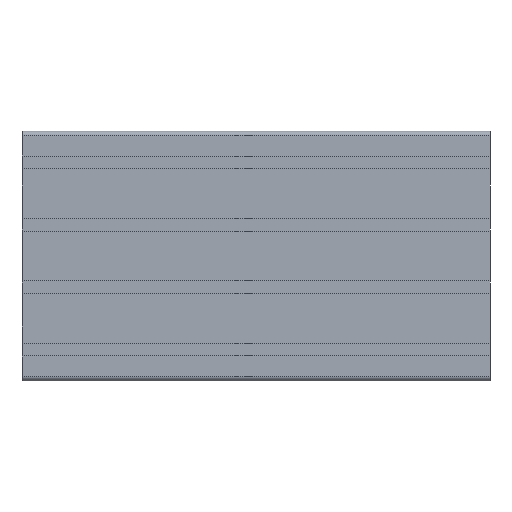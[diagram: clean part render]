
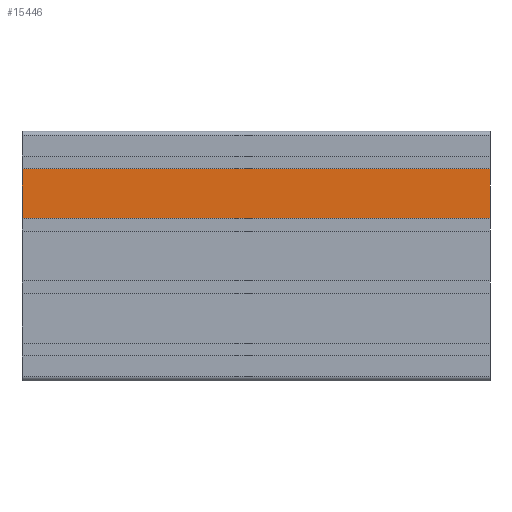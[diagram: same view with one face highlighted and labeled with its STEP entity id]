
A CAD part, left-side view. The second image highlights one B-rep face of the part: STEP entity #15446.
In plain terms, the highlighted face is planar.
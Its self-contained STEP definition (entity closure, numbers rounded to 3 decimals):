
#326 = AXIS2_PLACEMENT_3D ( 'NONE', #9637, #9638, #9613 ) ;
#921 = VECTOR ( 'NONE', #7856, 1000. ) ;
#958 = VECTOR ( 'NONE', #5285, 1000. ) ;
#964 = VECTOR ( 'NONE', #5266, 1000. ) ;
#1006 = VECTOR ( 'NONE', #4909, 1000. ) ;
#4532 = VERTEX_POINT ( 'NONE', #16133 ) ;
#4540 = VERTEX_POINT ( 'NONE', #16162 ) ;
#4545 = VERTEX_POINT ( 'NONE', #16147 ) ;
#4557 = VERTEX_POINT ( 'NONE', #16154 ) ;
#4904 = LINE ( 'NONE', #4943, #1006 ) ;
#4909 = DIRECTION ( 'NONE',  ( 0., 0., 1. ) ) ;
#4943 = CARTESIAN_POINT ( 'NONE',  ( 20., 24.1, -300. ) ) ;
#5155 = LINE ( 'NONE', #5280, #958 ) ;
#5266 = DIRECTION ( 'NONE',  ( 0., 1., 0. ) ) ;
#5280 = CARTESIAN_POINT ( 'NONE',  ( 20., 55.9, -300. ) ) ;
#5285 = DIRECTION ( 'NONE',  ( 0., 0., 1. ) ) ;
#5322 = LINE ( 'NONE', #5332, #964 ) ;
#5332 = CARTESIAN_POINT ( 'NONE',  ( 20., 55.9, 0. ) ) ;
#7729 = CARTESIAN_POINT ( 'NONE',  ( 20., 55.9, -300. ) ) ;
#7795 = LINE ( 'NONE', #7729, #921 ) ;
#7856 = DIRECTION ( 'NONE',  ( 0., 1., 0. ) ) ;
#8370 = EDGE_LOOP ( 'NONE', ( #8779, #8765, #8870, #8896 ) ) ;
#8765 = ORIENTED_EDGE ( 'NONE', *, *, #16093, .F. ) ;
#8779 = ORIENTED_EDGE ( 'NONE', *, *, #16066, .F. ) ;
#8870 = ORIENTED_EDGE ( 'NONE', *, *, #15993, .T. ) ;
#8896 = ORIENTED_EDGE ( 'NONE', *, *, #16063, .T. ) ;
#9613 = DIRECTION ( 'NONE',  ( 0., 0., -1. ) ) ;
#9624 = FACE_OUTER_BOUND ( 'NONE', #8370, .T. ) ;
#9635 = PLANE ( 'NONE',  #326 ) ;
#9637 = CARTESIAN_POINT ( 'NONE',  ( 20., 55.9, -300. ) ) ;
#9638 = DIRECTION ( 'NONE',  ( 1., 0., 0. ) ) ;
#15446 = ADVANCED_FACE ( 'NONE', ( #9624 ), #9635, .T. ) ;
#15993 = EDGE_CURVE ( 'NONE', #4545, #4532, #7795, .T. ) ;
#16063 = EDGE_CURVE ( 'NONE', #4532, #4557, #5155, .T. ) ;
#16066 = EDGE_CURVE ( 'NONE', #4540, #4557, #5322, .T. ) ;
#16093 = EDGE_CURVE ( 'NONE', #4545, #4540, #4904, .T. ) ;
#16133 = CARTESIAN_POINT ( 'NONE',  ( 20., 55.9, -300. ) ) ;
#16147 = CARTESIAN_POINT ( 'NONE',  ( 20., 24.1, -300. ) ) ;
#16154 = CARTESIAN_POINT ( 'NONE',  ( 20., 55.9, 0. ) ) ;
#16162 = CARTESIAN_POINT ( 'NONE',  ( 20., 24.1, 0. ) ) ;
